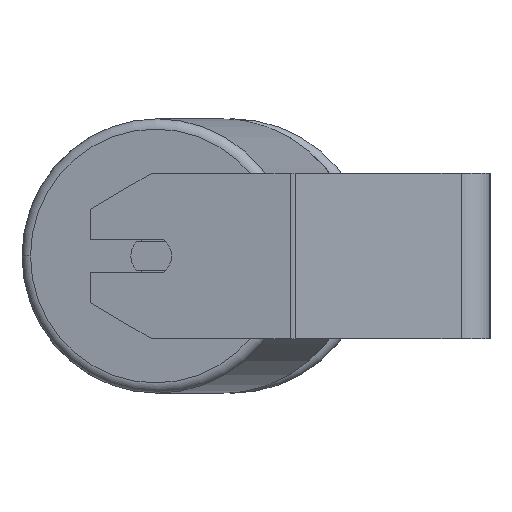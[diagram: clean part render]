
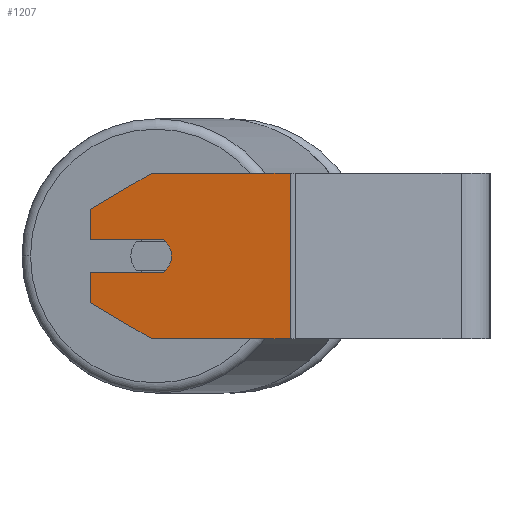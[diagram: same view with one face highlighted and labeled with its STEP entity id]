
A CAD part, left-side view. The second image highlights one B-rep face of the part: STEP entity #1207.
In plain terms, the highlighted planar face has unit normal (-0.985, 0.174, 0).
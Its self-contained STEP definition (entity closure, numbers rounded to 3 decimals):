
#213 = CARTESIAN_POINT ( 'NONE',  ( -322.704, 193.781, -22.679 ) ) ;
#353 = VERTEX_POINT ( 'NONE', #1900 ) ;
#612 = LINE ( 'NONE', #3203, #654 ) ;
#615 = DIRECTION ( 'NONE',  ( -0.174, -0.985, 0. ) ) ;
#654 = VECTOR ( 'NONE', #3409, 1000. ) ;
#709 = EDGE_CURVE ( 'NONE', #5356, #2586, #612, .T. ) ;
#798 = ORIENTED_EDGE ( 'NONE', *, *, #1504, .T. ) ;
#1008 = DIRECTION ( 'NONE',  ( 0.174, 0.985, 0. ) ) ;
#1169 = CARTESIAN_POINT ( 'NONE',  ( -322.704, 193.781, 40. ) ) ;
#1207 = ADVANCED_FACE ( 'NONE', ( #7495 ), #4245, .F. ) ;
#1370 = DIRECTION ( 'NONE',  ( -0.174, -0.985, 0. ) ) ;
#1373 = CARTESIAN_POINT ( 'NONE',  ( -322.704, 193.781, 22.679 ) ) ;
#1376 = ORIENTED_EDGE ( 'NONE', *, *, #3064, .F. ) ;
#1387 = ORIENTED_EDGE ( 'NONE', *, *, #3775, .T. ) ;
#1504 = EDGE_CURVE ( 'NONE', #4773, #353, #5355, .T. ) ;
#1520 = DIRECTION ( 'NONE',  ( -0.985, 0.174, 0. ) ) ;
#1634 = CARTESIAN_POINT ( 'NONE',  ( -328.955, 158.328, -8. ) ) ;
#1726 = DIRECTION ( 'NONE',  ( -0.174, -0.985, 0. ) ) ;
#1840 = VECTOR ( 'NONE', #1370, 1000. ) ;
#1900 = CARTESIAN_POINT ( 'NONE',  ( -322.704, 193.781, 8. ) ) ;
#1902 = DIRECTION ( 'NONE',  ( 0., 0., -1. ) ) ;
#1994 = VERTEX_POINT ( 'NONE', #1634 ) ;
#2047 = DIRECTION ( 'NONE',  ( -0.174, -0.985, 0. ) ) ;
#2054 = EDGE_CURVE ( 'NONE', #3837, #3332, #2741, .T. ) ;
#2071 = ORIENTED_EDGE ( 'NONE', *, *, #5104, .F. ) ;
#2075 = CARTESIAN_POINT ( 'NONE',  ( -327.913, 164.237, 0. ) ) ;
#2401 = CIRCLE ( 'NONE', #4986, 10. ) ;
#2478 = CARTESIAN_POINT ( 'NONE',  ( -327.913, 164.237, 0. ) ) ;
#2570 = LINE ( 'NONE', #1169, #8068 ) ;
#2586 = VERTEX_POINT ( 'NONE', #5543 ) ;
#2625 = CARTESIAN_POINT ( 'NONE',  ( -322.704, 193.781, 40. ) ) ;
#2663 = ORIENTED_EDGE ( 'NONE', *, *, #3231, .T. ) ;
#2690 = LINE ( 'NONE', #6621, #7547 ) ;
#2741 = LINE ( 'NONE', #8027, #3698 ) ;
#2761 = CIRCLE ( 'NONE', #4936, 10. ) ;
#2974 = VERTEX_POINT ( 'NONE', #3434 ) ;
#3004 = AXIS2_PLACEMENT_3D ( 'NONE', #6863, #6128, #1008 ) ;
#3064 = EDGE_CURVE ( 'NONE', #8053, #8210, #2761, .T. ) ;
#3083 = CARTESIAN_POINT ( 'NONE',  ( -322.704, 193.781, 22.679 ) ) ;
#3203 = CARTESIAN_POINT ( 'NONE',  ( -339.787, 96.895, 40. ) ) ;
#3231 = EDGE_CURVE ( 'NONE', #2974, #3837, #2570, .T. ) ;
#3332 = VERTEX_POINT ( 'NONE', #7224 ) ;
#3384 = ORIENTED_EDGE ( 'NONE', *, *, #6699, .F. ) ;
#3409 = DIRECTION ( 'NONE',  ( 0., 0., -1. ) ) ;
#3434 = CARTESIAN_POINT ( 'NONE',  ( -322.704, 193.781, -8. ) ) ;
#3528 = CARTESIAN_POINT ( 'NONE',  ( -328.955, 158.328, 8. ) ) ;
#3532 = CARTESIAN_POINT ( 'NONE',  ( -328.955, 158.328, 8. ) ) ;
#3547 = ORIENTED_EDGE ( 'NONE', *, *, #709, .F. ) ;
#3698 = VECTOR ( 'NONE', #5519, 1000. ) ;
#3775 = EDGE_CURVE ( 'NONE', #6851, #4773, #7218, .T. ) ;
#3794 = EDGE_CURVE ( 'NONE', #3332, #2586, #2690, .T. ) ;
#3837 = VERTEX_POINT ( 'NONE', #213 ) ;
#3864 = VECTOR ( 'NONE', #7890, 1000. ) ;
#3888 = DIRECTION ( 'NONE',  ( -0.985, 0.174, 0. ) ) ;
#4127 = CARTESIAN_POINT ( 'NONE',  ( -327.913, 164.237, 40. ) ) ;
#4203 = DIRECTION ( 'NONE',  ( -0.174, -0.985, 0. ) ) ;
#4245 = PLANE ( 'NONE',  #3004 ) ;
#4420 = VECTOR ( 'NONE', #1726, 1000. ) ;
#4773 = VERTEX_POINT ( 'NONE', #3083 ) ;
#4859 = LINE ( 'NONE', #3528, #7945 ) ;
#4936 = AXIS2_PLACEMENT_3D ( 'NONE', #2075, #1520, #4203 ) ;
#4986 = AXIS2_PLACEMENT_3D ( 'NONE', #2478, #3888, #615 ) ;
#5082 = DIRECTION ( 'NONE',  ( 0., 0., -1. ) ) ;
#5104 = EDGE_CURVE ( 'NONE', #8210, #353, #4859, .T. ) ;
#5323 = CARTESIAN_POINT ( 'NONE',  ( -339.787, 96.895, 40. ) ) ;
#5355 = LINE ( 'NONE', #2625, #7245 ) ;
#5356 = VERTEX_POINT ( 'NONE', #5323 ) ;
#5519 = DIRECTION ( 'NONE',  ( -0.15, -0.853, -0.5 ) ) ;
#5529 = LINE ( 'NONE', #7569, #4420 ) ;
#5543 = CARTESIAN_POINT ( 'NONE',  ( -339.787, 96.895, -40. ) ) ;
#5640 = EDGE_LOOP ( 'NONE', ( #5978, #6940, #2663, #7894, #5801, #3547, #3384, #1387, #798, #2071, #1376 ) ) ;
#5801 = ORIENTED_EDGE ( 'NONE', *, *, #3794, .T. ) ;
#5929 = LINE ( 'NONE', #7215, #1840 ) ;
#5978 = ORIENTED_EDGE ( 'NONE', *, *, #7854, .F. ) ;
#6128 = DIRECTION ( 'NONE',  ( 0.985, -0.174, 0. ) ) ;
#6133 = DIRECTION ( 'NONE',  ( 0.174, 0.985, 0. ) ) ;
#6293 = EDGE_CURVE ( 'NONE', #2974, #1994, #5529, .T. ) ;
#6621 = CARTESIAN_POINT ( 'NONE',  ( -322.704, 193.781, -40. ) ) ;
#6699 = EDGE_CURVE ( 'NONE', #6851, #5356, #5929, .T. ) ;
#6704 = CARTESIAN_POINT ( 'NONE',  ( -329.65, 154.389, 0. ) ) ;
#6851 = VERTEX_POINT ( 'NONE', #4127 ) ;
#6863 = CARTESIAN_POINT ( 'NONE',  ( -322.704, 193.781, 40. ) ) ;
#6940 = ORIENTED_EDGE ( 'NONE', *, *, #6293, .F. ) ;
#7215 = CARTESIAN_POINT ( 'NONE',  ( -322.704, 193.781, 40. ) ) ;
#7218 = LINE ( 'NONE', #1373, #3864 ) ;
#7224 = CARTESIAN_POINT ( 'NONE',  ( -327.913, 164.237, -40. ) ) ;
#7245 = VECTOR ( 'NONE', #1902, 1000. ) ;
#7495 = FACE_OUTER_BOUND ( 'NONE', #5640, .T. ) ;
#7547 = VECTOR ( 'NONE', #2047, 1000. ) ;
#7569 = CARTESIAN_POINT ( 'NONE',  ( -328.955, 158.328, -8. ) ) ;
#7854 = EDGE_CURVE ( 'NONE', #1994, #8053, #2401, .T. ) ;
#7890 = DIRECTION ( 'NONE',  ( 0.15, 0.853, -0.5 ) ) ;
#7894 = ORIENTED_EDGE ( 'NONE', *, *, #2054, .T. ) ;
#7945 = VECTOR ( 'NONE', #6133, 1000. ) ;
#8027 = CARTESIAN_POINT ( 'NONE',  ( -327.913, 164.237, -40. ) ) ;
#8053 = VERTEX_POINT ( 'NONE', #6704 ) ;
#8068 = VECTOR ( 'NONE', #5082, 1000. ) ;
#8210 = VERTEX_POINT ( 'NONE', #3532 ) ;
